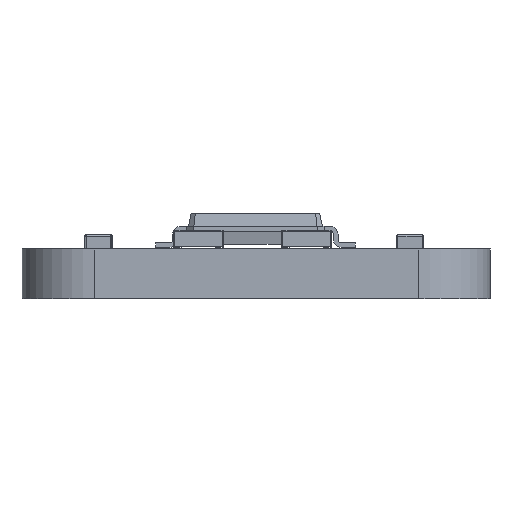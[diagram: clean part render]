
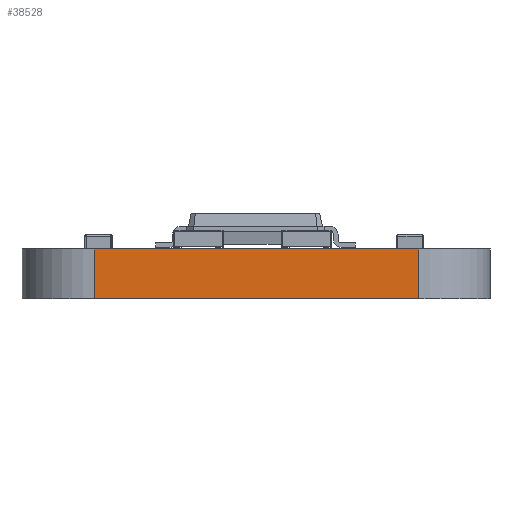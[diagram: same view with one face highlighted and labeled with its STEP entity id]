
A CAD part, front view. The second image highlights one B-rep face of the part: STEP entity #38528.
In plain terms, the highlighted planar face has unit normal (-0.001, -1, 0).
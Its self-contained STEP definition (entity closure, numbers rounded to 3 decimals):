
#38528 = ADVANCED_FACE('',(#38529),#38543,.T.);
#38529 = FACE_BOUND('',#38530,.T.);
#38530 = EDGE_LOOP('',(#38531,#38566,#38594,#38622));
#38531 = ORIENTED_EDGE('',*,*,#38532,.T.);
#38532 = EDGE_CURVE('',#38533,#38535,#38537,.T.);
#38533 = VERTEX_POINT('',#38534);
#38534 = CARTESIAN_POINT('',(155.933,-86.487,0.));
#38535 = VERTEX_POINT('',#38536);
#38536 = CARTESIAN_POINT('',(155.933,-86.487,1.6));
#38537 = SURFACE_CURVE('',#38538,(#38542,#38554),.PCURVE_S1.);
#38538 = LINE('',#38539,#38540);
#38539 = CARTESIAN_POINT('',(155.933,-86.487,0.));
#38540 = VECTOR('',#38541,1.);
#38541 = DIRECTION('',(0.,0.,1.));
#38542 = PCURVE('',#38543,#38548);
#38543 = PLANE('',#38544);
#38544 = AXIS2_PLACEMENT_3D('',#38545,#38546,#38547);
#38545 = CARTESIAN_POINT('',(155.933,-86.487,0.));
#38546 = DIRECTION('',(-0.001,-1.,0.));
#38547 = DIRECTION('',(-1.,0.001,0.));
#38548 = DEFINITIONAL_REPRESENTATION('',(#38549),#38553);
#38549 = LINE('',#38550,#38551);
#38550 = CARTESIAN_POINT('',(0.,0.));
#38551 = VECTOR('',#38552,1.);
#38552 = DIRECTION('',(0.,-1.));
#38553 = ( GEOMETRIC_REPRESENTATION_CONTEXT(2) 
PARAMETRIC_REPRESENTATION_CONTEXT() REPRESENTATION_CONTEXT('2D SPACE',''
  ) );
#38554 = PCURVE('',#38555,#38560);
#38555 = CYLINDRICAL_SURFACE('',#38556,2.281);
#38556 = AXIS2_PLACEMENT_3D('',#38557,#38558,#38559);
#38557 = CARTESIAN_POINT('',(155.933,-84.206,0.));
#38558 = DIRECTION('',(-0.,-0.,-1.));
#38559 = DIRECTION('',(1.,0.,-0.));
#38560 = DEFINITIONAL_REPRESENTATION('',(#38561),#38565);
#38561 = LINE('',#38562,#38563);
#38562 = CARTESIAN_POINT('',(-4.712,0.));
#38563 = VECTOR('',#38564,1.);
#38564 = DIRECTION('',(-0.,-1.));
#38565 = ( GEOMETRIC_REPRESENTATION_CONTEXT(2) 
PARAMETRIC_REPRESENTATION_CONTEXT() REPRESENTATION_CONTEXT('2D SPACE',''
  ) );
#38566 = ORIENTED_EDGE('',*,*,#38567,.T.);
#38567 = EDGE_CURVE('',#38535,#38568,#38570,.T.);
#38568 = VERTEX_POINT('',#38569);
#38569 = CARTESIAN_POINT('',(145.527,-86.482,1.6));
#38570 = SURFACE_CURVE('',#38571,(#38575,#38582),.PCURVE_S1.);
#38571 = LINE('',#38572,#38573);
#38572 = CARTESIAN_POINT('',(155.933,-86.487,1.6));
#38573 = VECTOR('',#38574,1.);
#38574 = DIRECTION('',(-1.,0.001,0.));
#38575 = PCURVE('',#38543,#38576);
#38576 = DEFINITIONAL_REPRESENTATION('',(#38577),#38581);
#38577 = LINE('',#38578,#38579);
#38578 = CARTESIAN_POINT('',(0.,-1.6));
#38579 = VECTOR('',#38580,1.);
#38580 = DIRECTION('',(1.,0.));
#38581 = ( GEOMETRIC_REPRESENTATION_CONTEXT(2) 
PARAMETRIC_REPRESENTATION_CONTEXT() REPRESENTATION_CONTEXT('2D SPACE',''
  ) );
#38582 = PCURVE('',#38583,#38588);
#38583 = PLANE('',#38584);
#38584 = AXIS2_PLACEMENT_3D('',#38585,#38586,#38587);
#38585 = CARTESIAN_POINT('',(150.709,-73.95,1.6));
#38586 = DIRECTION('',(-0.,-0.,-1.));
#38587 = DIRECTION('',(-1.,0.,0.));
#38588 = DEFINITIONAL_REPRESENTATION('',(#38589),#38593);
#38589 = LINE('',#38590,#38591);
#38590 = CARTESIAN_POINT('',(-5.225,-12.537));
#38591 = VECTOR('',#38592,1.);
#38592 = DIRECTION('',(1.,0.001));
#38593 = ( GEOMETRIC_REPRESENTATION_CONTEXT(2) 
PARAMETRIC_REPRESENTATION_CONTEXT() REPRESENTATION_CONTEXT('2D SPACE',''
  ) );
#38594 = ORIENTED_EDGE('',*,*,#38595,.F.);
#38595 = EDGE_CURVE('',#38596,#38568,#38598,.T.);
#38596 = VERTEX_POINT('',#38597);
#38597 = CARTESIAN_POINT('',(145.527,-86.482,0.));
#38598 = SURFACE_CURVE('',#38599,(#38603,#38610),.PCURVE_S1.);
#38599 = LINE('',#38600,#38601);
#38600 = CARTESIAN_POINT('',(145.527,-86.482,0.));
#38601 = VECTOR('',#38602,1.);
#38602 = DIRECTION('',(0.,0.,1.));
#38603 = PCURVE('',#38543,#38604);
#38604 = DEFINITIONAL_REPRESENTATION('',(#38605),#38609);
#38605 = LINE('',#38606,#38607);
#38606 = CARTESIAN_POINT('',(10.406,0.));
#38607 = VECTOR('',#38608,1.);
#38608 = DIRECTION('',(0.,-1.));
#38609 = ( GEOMETRIC_REPRESENTATION_CONTEXT(2) 
PARAMETRIC_REPRESENTATION_CONTEXT() REPRESENTATION_CONTEXT('2D SPACE',''
  ) );
#38610 = PCURVE('',#38611,#38616);
#38611 = CYLINDRICAL_SURFACE('',#38612,2.281);
#38612 = AXIS2_PLACEMENT_3D('',#38613,#38614,#38615);
#38613 = CARTESIAN_POINT('',(145.489,-84.201,0.));
#38614 = DIRECTION('',(-0.,-0.,-1.));
#38615 = DIRECTION('',(1.,0.,-0.));
#38616 = DEFINITIONAL_REPRESENTATION('',(#38617),#38621);
#38617 = LINE('',#38618,#38619);
#38618 = CARTESIAN_POINT('',(-4.729,0.));
#38619 = VECTOR('',#38620,1.);
#38620 = DIRECTION('',(-0.,-1.));
#38621 = ( GEOMETRIC_REPRESENTATION_CONTEXT(2) 
PARAMETRIC_REPRESENTATION_CONTEXT() REPRESENTATION_CONTEXT('2D SPACE',''
  ) );
#38622 = ORIENTED_EDGE('',*,*,#38623,.F.);
#38623 = EDGE_CURVE('',#38533,#38596,#38624,.T.);
#38624 = SURFACE_CURVE('',#38625,(#38629,#38636),.PCURVE_S1.);
#38625 = LINE('',#38626,#38627);
#38626 = CARTESIAN_POINT('',(155.933,-86.487,0.));
#38627 = VECTOR('',#38628,1.);
#38628 = DIRECTION('',(-1.,0.001,0.));
#38629 = PCURVE('',#38543,#38630);
#38630 = DEFINITIONAL_REPRESENTATION('',(#38631),#38635);
#38631 = LINE('',#38632,#38633);
#38632 = CARTESIAN_POINT('',(0.,0.));
#38633 = VECTOR('',#38634,1.);
#38634 = DIRECTION('',(1.,0.));
#38635 = ( GEOMETRIC_REPRESENTATION_CONTEXT(2) 
PARAMETRIC_REPRESENTATION_CONTEXT() REPRESENTATION_CONTEXT('2D SPACE',''
  ) );
#38636 = PCURVE('',#38637,#38642);
#38637 = PLANE('',#38638);
#38638 = AXIS2_PLACEMENT_3D('',#38639,#38640,#38641);
#38639 = CARTESIAN_POINT('',(150.709,-73.95,0.));
#38640 = DIRECTION('',(-0.,-0.,-1.));
#38641 = DIRECTION('',(-1.,0.,0.));
#38642 = DEFINITIONAL_REPRESENTATION('',(#38643),#38647);
#38643 = LINE('',#38644,#38645);
#38644 = CARTESIAN_POINT('',(-5.225,-12.537));
#38645 = VECTOR('',#38646,1.);
#38646 = DIRECTION('',(1.,0.001));
#38647 = ( GEOMETRIC_REPRESENTATION_CONTEXT(2) 
PARAMETRIC_REPRESENTATION_CONTEXT() REPRESENTATION_CONTEXT('2D SPACE',''
  ) );
